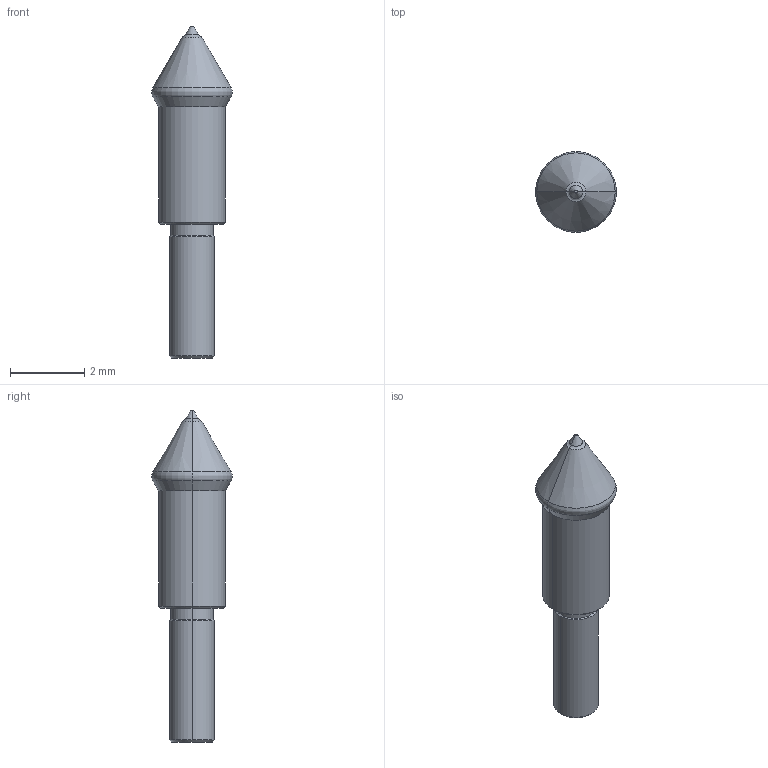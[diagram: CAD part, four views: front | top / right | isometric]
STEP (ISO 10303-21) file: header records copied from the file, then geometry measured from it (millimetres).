
FILE_DESCRIPTION (( 'STEP AP214' ), '1' );
FILE_NAME ('99619-V060-04_V06006T1W03.STEP', '2017-03-06T07:18:05', ( 'User' ), ( 'GENUINE' ), 'SwSTEP 2.0', 'SolidWorks 2012', '' );
FILE_SCHEMA (( 'AUTOMOTIVE_DESIGN' ));
Length unit declared in the file: millimetre
Products named in the file (1): 99619-V060-04_V06006T1W03
Bounding box: 2.17 x 2.17 x 8.94 mm (x, y, z)
Volume: 15.9 mm3; surface area: 44.3 mm2
Topology: 1 solids, 1 shells, 25 faces, 48 edges, 26 vertices
Faces by surface type: cone 12, cylinder 6, torus 4, plane 3
Entity records: 739 total; most frequent: DIRECTION 130, CARTESIAN_POINT 100, ORIENTED_EDGE 96, AXIS2_PLACEMENT_3D 56, EDGE_CURVE 48, CIRCLE 30, EDGE_LOOP 26, VERTEX_POINT 26
